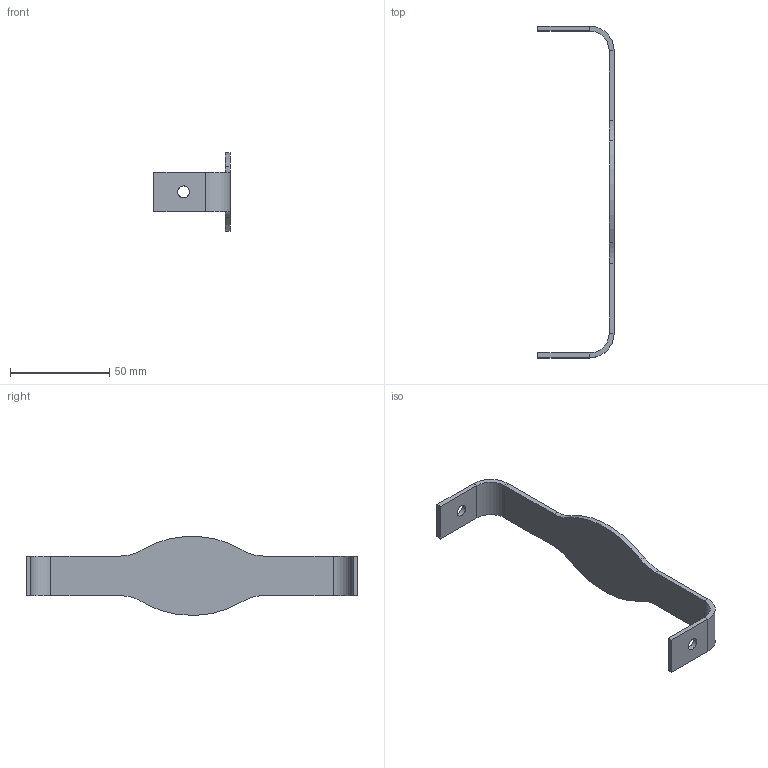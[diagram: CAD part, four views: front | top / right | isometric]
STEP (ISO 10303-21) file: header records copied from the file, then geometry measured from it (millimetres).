
FILE_DESCRIPTION(('CATIA V6 STEP','CAx-IF Rec.Pracs.--- Model Styling and Organization---1.4--- 2014-01-23'),'2;1');
FILE_NAME('128830-01 HEADBAND FACESHIELD PNWS A.1 Released_(1).stp','2020-04-04T19:39:40+00:00',('none'),('none'),'3DEXPERIENCE Platform3DEXPERIENCE R2017x HotFix 12','3DEXPERIENCE Platform STEP AP214','none');
FILE_SCHEMA(('AUTOMOTIVE_DESIGN { 1 0 10303 214 1 1 1 1 }'));
Length unit declared in the file: millimetre
Products named in the file (1): 3D Shape00126655
Bounding box: 38.5 x 167.6 x 39.84 mm (x, y, z)
Volume: 13431.7 mm3; surface area: 12107.5 mm2
Topology: 1 solids, 1 shells, 34 faces, 80 edges, 48 vertices
Faces by surface type: plane 20, cylinder 14
Entity records: 991 total; most frequent: CARTESIAN_POINT 219, ORIENTED_EDGE 160, DIRECTION 134, EDGE_CURVE 80, VECTOR 52, LINE 52, AXIS2_PLACEMENT_3D 51, VERTEX_POINT 48
